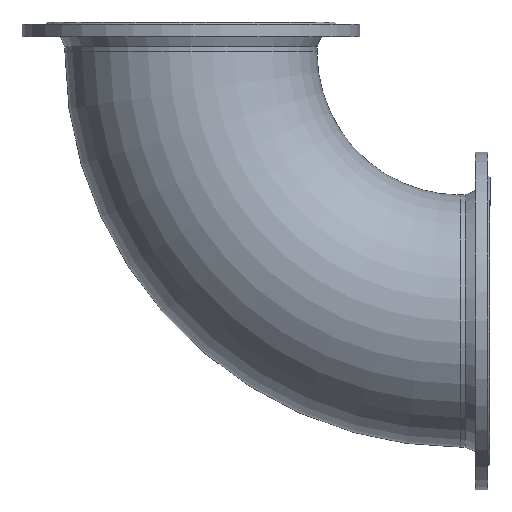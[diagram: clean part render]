
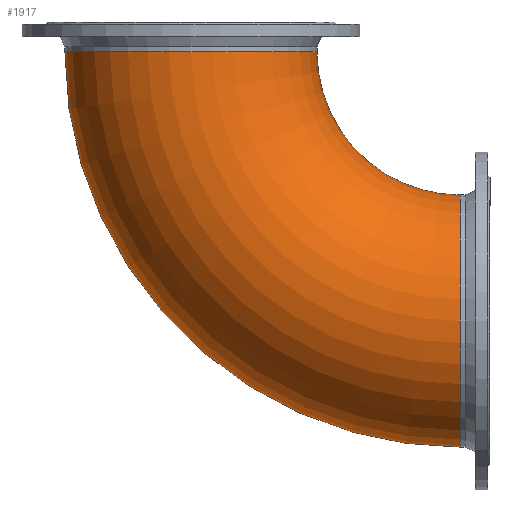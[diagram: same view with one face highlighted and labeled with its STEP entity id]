
A CAD part, front view. The second image highlights one B-rep face of the part: STEP entity #1917.
In plain terms, the highlighted toroidal (fillet/blend) face has major radius 450 mm and minor radius 210.8 mm.
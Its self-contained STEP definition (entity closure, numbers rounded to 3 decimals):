
#34 = FACE_OUTER_BOUND ( 'NONE', #1153, .T. ) ;
#35 = TOROIDAL_SURFACE ( 'NONE', #1294, 450., 210.8 ) ;
#39 = FACE_OUTER_BOUND ( 'NONE', #1155, .T. ) ;
#95 = VERTEX_POINT ( 'NONE', #906 ) ;
#99 = VERTEX_POINT ( 'NONE', #910 ) ;
#470 = EDGE_CURVE ( 'NONE', #95, #95, #1452, .T. ) ;
#480 = EDGE_CURVE ( 'NONE', #99, #99, #1465, .T. ) ;
#525 = AXIS2_PLACEMENT_3D ( 'NONE', #2221, #2222, #2223 ) ;
#532 = AXIS2_PLACEMENT_3D ( 'NONE', #2278, #2279, #2280 ) ;
#846 = DIRECTION ( 'NONE',  ( 0., -1., 0. ) ) ;
#847 = CARTESIAN_POINT ( 'NONE',  ( 450., 0., -46. ) ) ;
#849 = DIRECTION ( 'NONE',  ( 0., 0., -1. ) ) ;
#906 = CARTESIAN_POINT ( 'NONE',  ( 450., 0., -285.2 ) ) ;
#910 = CARTESIAN_POINT ( 'NONE',  ( 210.8, 0., -46. ) ) ;
#1046 = ORIENTED_EDGE ( 'NONE', *, *, #470, .T. ) ;
#1049 = ORIENTED_EDGE ( 'NONE', *, *, #480, .F. ) ;
#1153 = EDGE_LOOP ( 'NONE', ( #1049 ) ) ;
#1155 = EDGE_LOOP ( 'NONE', ( #1046 ) ) ;
#1294 = AXIS2_PLACEMENT_3D ( 'NONE', #847, #846, #849 ) ;
#1452 = CIRCLE ( 'NONE', #525, 210.8 ) ;
#1465 = CIRCLE ( 'NONE', #532, 210.8 ) ;
#1917 = ADVANCED_FACE ( 'NONE', ( #34, #39 ), #35, .T. ) ;
#2221 = CARTESIAN_POINT ( 'NONE',  ( 450., 0., -496. ) ) ;
#2222 = DIRECTION ( 'NONE',  ( -1., 0., 0. ) ) ;
#2223 = DIRECTION ( 'NONE',  ( 0., 0., 1. ) ) ;
#2278 = CARTESIAN_POINT ( 'NONE',  ( 0., 0., -46. ) ) ;
#2279 = DIRECTION ( 'NONE',  ( 0., 0., 1. ) ) ;
#2280 = DIRECTION ( 'NONE',  ( 1., 0., 0. ) ) ;
